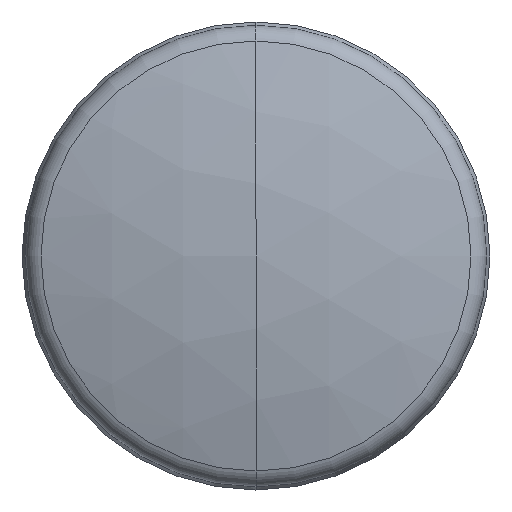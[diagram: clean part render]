
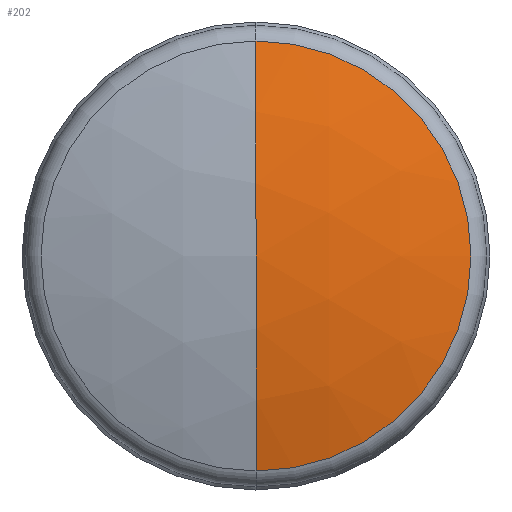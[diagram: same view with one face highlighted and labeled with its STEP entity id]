
A CAD part, left-side view. The second image highlights one B-rep face of the part: STEP entity #202.
In plain terms, the highlighted spherical face has radius 27.178 mm.
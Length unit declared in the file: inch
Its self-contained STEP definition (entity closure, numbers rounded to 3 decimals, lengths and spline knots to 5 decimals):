
#199 = EDGE_CURVE ( 'NONE', #250, #247, #599, .T. ) ;
#202 = ADVANCED_FACE ( 'NONE', ( #657 ), #656, .T. ) ;
#203 = EDGE_LOOP ( 'NONE', ( #204, #205, #206 ) ) ;
#204 = ORIENTED_EDGE ( 'NONE', *, *, #249, .F. ) ;
#205 = ORIENTED_EDGE ( 'NONE', *, *, #242, .T. ) ;
#206 = ORIENTED_EDGE ( 'NONE', *, *, #199, .F. ) ;
#242 = EDGE_CURVE ( 'NONE', #246, #247, #717, .T. ) ;
#246 = VERTEX_POINT ( 'NONE', #706 ) ;
#247 = VERTEX_POINT ( 'NONE', #705 ) ;
#249 = EDGE_CURVE ( 'NONE', #246, #250, #704, .T. ) ;
#250 = VERTEX_POINT ( 'NONE', #699 ) ;
#599 = CIRCLE ( 'NONE', #661, 0.29631 ) ;
#651 = DIRECTION ( 'NONE',  ( 0., 0., -1. ) ) ;
#652 = DIRECTION ( 'NONE',  ( 0., 1., 0. ) ) ;
#653 = CARTESIAN_POINT ( 'NONE',  ( 0.434, 0., 0. ) ) ;
#654 = AXIS2_PLACEMENT_3D ( 'NONE', #653, #652, #651 ) ;
#656 = SPHERICAL_SURFACE ( 'NONE', #654, 1.07 ) ;
#657 = FACE_OUTER_BOUND ( 'NONE', #203, .T. ) ;
#658 = DIRECTION ( 'NONE',  ( 0., 0., -1. ) ) ;
#659 = DIRECTION ( 'NONE',  ( 1., 0., 0. ) ) ;
#660 = CARTESIAN_POINT ( 'NONE',  ( -0.59415, 0., 0. ) ) ;
#661 = AXIS2_PLACEMENT_3D ( 'NONE', #660, #659, #658 ) ;
#699 = CARTESIAN_POINT ( 'NONE',  ( -0.59415, 0., 0.29631 ) ) ;
#700 = DIRECTION ( 'NONE',  ( 0., 0., 1. ) ) ;
#701 = DIRECTION ( 'NONE',  ( 0., 1., 0. ) ) ;
#702 = CARTESIAN_POINT ( 'NONE',  ( 0.434, 0., 0. ) ) ;
#703 = AXIS2_PLACEMENT_3D ( 'NONE', #702, #701, #700 ) ;
#704 = CIRCLE ( 'NONE', #703, 1.07 ) ;
#705 = CARTESIAN_POINT ( 'NONE',  ( -0.59415, 0., -0.29631 ) ) ;
#706 = CARTESIAN_POINT ( 'NONE',  ( -0.636, 0., 0. ) ) ;
#713 = DIRECTION ( 'NONE',  ( 0., 0., -1. ) ) ;
#714 = DIRECTION ( 'NONE',  ( 0., -1., 0. ) ) ;
#715 = CARTESIAN_POINT ( 'NONE',  ( 0.434, 0., 0. ) ) ;
#716 = AXIS2_PLACEMENT_3D ( 'NONE', #715, #714, #713 ) ;
#717 = CIRCLE ( 'NONE', #716, 1.07 ) ;
